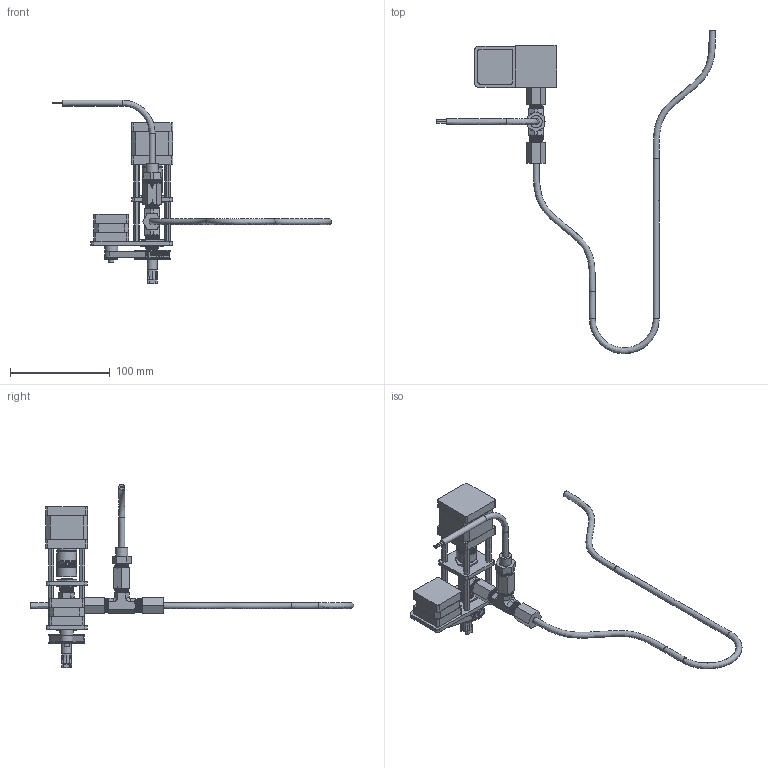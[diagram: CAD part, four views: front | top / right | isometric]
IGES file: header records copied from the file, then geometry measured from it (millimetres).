
Global section: file name: 89Hextruder_assembly.igs; native system: Rhinoceros ( Jan 10 2022 ); preprocessor: Trout Lake IGES 012 Jan 10 2022; date: 220418.152527; units: millimetre
Bounding box: 279.84 x 324.44 x 184.35 mm (x, y, z)
Surface area: 111090.6 mm2 (no closed solid volume)
Topology: 0 solids, 0 shells, 956 faces, 12047 edges, 11993 vertices
Faces by surface type: bspline 956
